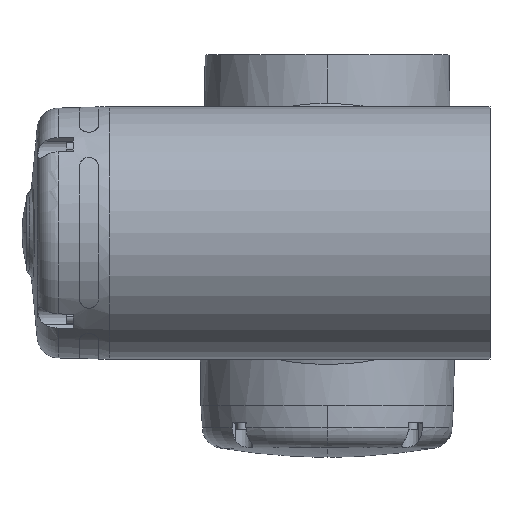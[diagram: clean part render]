
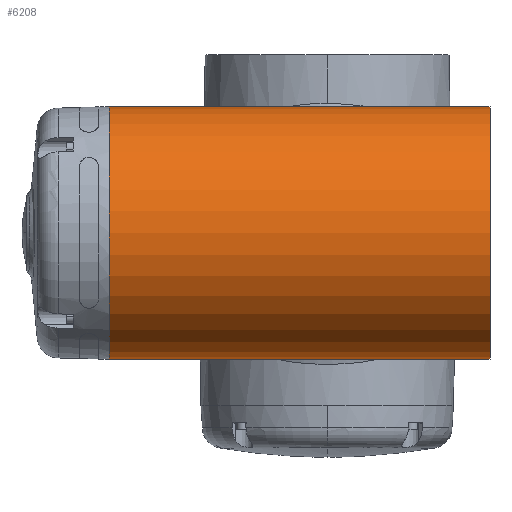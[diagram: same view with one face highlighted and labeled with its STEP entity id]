
A CAD part, top view. The second image highlights one B-rep face of the part: STEP entity #6208.
In plain terms, the highlighted cylindrical face has radius 52.75 mm (diameter 105.5 mm), a partial arc.
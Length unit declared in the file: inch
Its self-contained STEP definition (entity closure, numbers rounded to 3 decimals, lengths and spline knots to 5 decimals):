
#248 = VERTEX_POINT ( 'NONE', #1990 ) ;
#315 = CARTESIAN_POINT ( 'NONE',  ( 27.40157, 2.07677, 51.06299 ) ) ;
#539 = LINE ( 'NONE', #10093, #4910 ) ;
#871 = EDGE_CURVE ( 'NONE', #4075, #5422, #539, .T. ) ;
#1185 = DIRECTION ( 'NONE',  ( -1., 0., 0. ) ) ;
#1288 = VECTOR ( 'NONE', #1185, 39.37008 ) ;
#1495 = FACE_OUTER_BOUND ( 'NONE', #10634, .T. ) ;
#1555 = CYLINDRICAL_SURFACE ( 'NONE', #2986, 2.07677 ) ;
#1905 = EDGE_CURVE ( 'NONE', #4075, #6494, #10440, .T. ) ;
#1990 = CARTESIAN_POINT ( 'NONE',  ( 27.40157, -2.07677, 51.06299 ) ) ;
#2971 = LINE ( 'NONE', #8658, #1288 ) ;
#2986 = AXIS2_PLACEMENT_3D ( 'NONE', #3145, #7982, #7189 ) ;
#3007 = AXIS2_PLACEMENT_3D ( 'NONE', #9918, #9983, #4380 ) ;
#3145 = CARTESIAN_POINT ( 'NONE',  ( 20.97539, 0., 51.06299 ) ) ;
#3300 = ORIENTED_EDGE ( 'NONE', *, *, #5235, .F. ) ;
#3303 = ORIENTED_EDGE ( 'NONE', *, *, #871, .T. ) ;
#4075 = VERTEX_POINT ( 'NONE', #5030 ) ;
#4380 = DIRECTION ( 'NONE',  ( 0., 1., 0. ) ) ;
#4910 = VECTOR ( 'NONE', #8874, 39.37008 ) ;
#5030 = CARTESIAN_POINT ( 'NONE',  ( 33.66142, 2.07677, 51.06299 ) ) ;
#5112 = AXIS2_PLACEMENT_3D ( 'NONE', #12048, #9166, #6274 ) ;
#5235 = EDGE_CURVE ( 'NONE', #6494, #248, #2971, .T. ) ;
#5422 = VERTEX_POINT ( 'NONE', #315 ) ;
#5490 = ORIENTED_EDGE ( 'NONE', *, *, #10872, .T. ) ;
#5793 = CIRCLE ( 'NONE', #3007, 2.07677 ) ;
#6208 = ADVANCED_FACE ( 'NONE', ( #1495 ), #1555, .T. ) ;
#6274 = DIRECTION ( 'NONE',  ( 0., 0., -1. ) ) ;
#6494 = VERTEX_POINT ( 'NONE', #8587 ) ;
#7189 = DIRECTION ( 'NONE',  ( 0., 1., 0. ) ) ;
#7982 = DIRECTION ( 'NONE',  ( -1., 0., 0. ) ) ;
#8587 = CARTESIAN_POINT ( 'NONE',  ( 33.66142, -2.07677, 51.06299 ) ) ;
#8658 = CARTESIAN_POINT ( 'NONE',  ( 20.97539, -2.07677, 51.06299 ) ) ;
#8874 = DIRECTION ( 'NONE',  ( -1., 0., 0. ) ) ;
#9166 = DIRECTION ( 'NONE',  ( 1., 0., 0. ) ) ;
#9918 = CARTESIAN_POINT ( 'NONE',  ( 27.40157, 0., 51.06299 ) ) ;
#9983 = DIRECTION ( 'NONE',  ( 1., 0., 0. ) ) ;
#10093 = CARTESIAN_POINT ( 'NONE',  ( 20.97539, 2.07677, 51.06299 ) ) ;
#10440 = CIRCLE ( 'NONE', #5112, 2.07677 ) ;
#10634 = EDGE_LOOP ( 'NONE', ( #3300, #11746, #3303, #5490 ) ) ;
#10872 = EDGE_CURVE ( 'NONE', #5422, #248, #5793, .T. ) ;
#11746 = ORIENTED_EDGE ( 'NONE', *, *, #1905, .F. ) ;
#12048 = CARTESIAN_POINT ( 'NONE',  ( 33.66142, 0., 51.06299 ) ) ;
